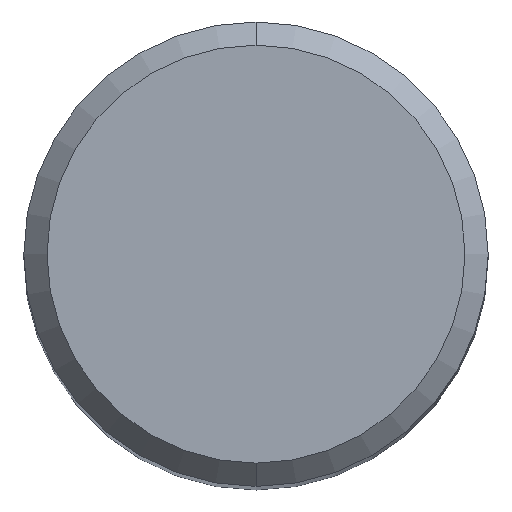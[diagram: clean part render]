
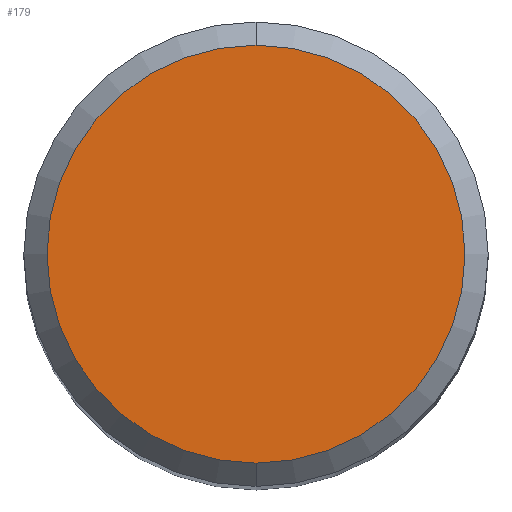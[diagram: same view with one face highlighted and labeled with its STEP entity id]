
A CAD part, top view. The second image highlights one B-rep face of the part: STEP entity #179.
In plain terms, the highlighted planar face has unit normal (0, 0, 1).
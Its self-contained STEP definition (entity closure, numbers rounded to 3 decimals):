
#125=VERTEX_POINT('',#328);
#169=EDGE_CURVE('',#181,#125,#376,.T.);
#179=ADVANCED_FACE('',(#387),#388,.T.);
#181=VERTEX_POINT('',#390);
#207=EDGE_CURVE('',#125,#181,#420,.T.);
#328=CARTESIAN_POINT('',(0.0,5.4,0.0));
#376=CIRCLE('',#610,5.4);
#387=FACE_OUTER_BOUND('',#622,.T.);
#388=PLANE('',#623);
#390=CARTESIAN_POINT('',(0.,-5.4,0.0));
#420=CIRCLE('',#667,5.4);
#610=AXIS2_PLACEMENT_3D('',#867,#868,#869);
#622=EDGE_LOOP('',(#882,#883));
#623=AXIS2_PLACEMENT_3D('',#884,#885,#886);
#667=AXIS2_PLACEMENT_3D('',#931,#932,#933);
#867=CARTESIAN_POINT('',(0.0,0.0,0.0));
#868=DIRECTION('',(0.0,0.0,-1.0));
#869=DIRECTION('',(0.0,1.0,0.0));
#882=ORIENTED_EDGE('',*,*,#207,.F.);
#883=ORIENTED_EDGE('',*,*,#169,.F.);
#884=CARTESIAN_POINT('',(0.0,2.7,0.0));
#885=DIRECTION('',(-0.0,0.0,1.0));
#886=DIRECTION('',(0.0,-1.0,0.0));
#931=CARTESIAN_POINT('',(0.0,0.0,0.0));
#932=DIRECTION('',(0.0,0.0,-1.0));
#933=DIRECTION('',(0.0,1.0,0.0));
